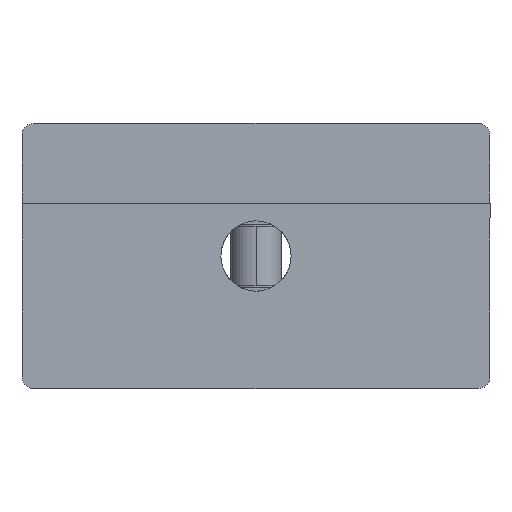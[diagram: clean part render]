
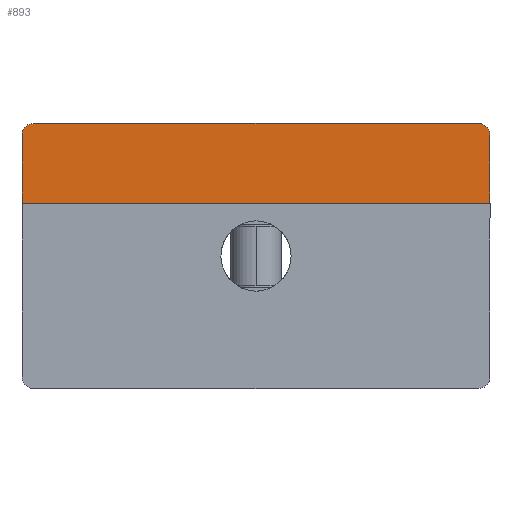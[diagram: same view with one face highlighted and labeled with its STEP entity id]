
A CAD part, left-side view. The second image highlights one B-rep face of the part: STEP entity #893.
In plain terms, the highlighted cylindrical face has radius 500000 mm (diameter 1e+06 mm), a partial arc.
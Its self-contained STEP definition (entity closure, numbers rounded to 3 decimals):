
#74 = DIRECTION ( 'NONE',  ( 0., 0., 1. ) ) ;
#84 = CARTESIAN_POINT ( 'NONE',  ( -55., -29.848, 16.165 ) ) ;
#103 = EDGE_CURVE ( 'NONE', #2788, #638, #1732, .T. ) ;
#104 = CARTESIAN_POINT ( 'NONE',  ( -55., -29.693, 16.414 ) ) ;
#139 = DIRECTION ( 'NONE',  ( 0., 1., 0. ) ) ;
#177 = CARTESIAN_POINT ( 'NONE',  ( -500055., -30., 0. ) ) ;
#203 = CARTESIAN_POINT ( 'NONE',  ( -55., 29.491, 16.63 ) ) ;
#263 = DIRECTION ( 'NONE',  ( 0., -1., 0. ) ) ;
#270 = CARTESIAN_POINT ( 'NONE',  ( -55., -50., 17. ) ) ;
#291 = CIRCLE ( 'NONE', #2487, 500000. ) ;
#296 = AXIS2_PLACEMENT_3D ( 'NONE', #177, #139, #1189 ) ;
#309 = CARTESIAN_POINT ( 'NONE',  ( -55., -29.99, 15.696 ) ) ;
#323 = CARTESIAN_POINT ( 'NONE',  ( -55., -30., 15.599 ) ) ;
#339 = CARTESIAN_POINT ( 'NONE',  ( -55., -28.895, 16.96 ) ) ;
#415 = VECTOR ( 'NONE', #263, 1000. ) ;
#439 = EDGE_CURVE ( 'NONE', #1816, #1633, #2381, .T. ) ;
#575 = CIRCLE ( 'NONE', #296, 500000. ) ;
#602 = CARTESIAN_POINT ( 'NONE',  ( -55., -29.63, 16.491 ) ) ;
#622 = ORIENTED_EDGE ( 'NONE', *, *, #103, .T. ) ;
#635 = CARTESIAN_POINT ( 'NONE',  ( -55., 30., 15.5 ) ) ;
#638 = VERTEX_POINT ( 'NONE', #635 ) ;
#648 = VERTEX_POINT ( 'NONE', #1422 ) ;
#714 = CARTESIAN_POINT ( 'NONE',  ( -55., 29.699, 16.423 ) ) ;
#870 = CARTESIAN_POINT ( 'NONE',  ( -55., -29.802, 16.251 ) ) ;
#887 = CARTESIAN_POINT ( 'NONE',  ( -55., -30., 15.5 ) ) ;
#893 = ADVANCED_FACE ( 'NONE', ( #1380 ), #2432, .F. ) ;
#988 = CARTESIAN_POINT ( 'NONE',  ( -55., 29.96, 15.895 ) ) ;
#1067 = VECTOR ( 'NONE', #3386, 1000. ) ;
#1150 = CARTESIAN_POINT ( 'NONE',  ( -55., -29.952, 15.888 ) ) ;
#1189 = DIRECTION ( 'NONE',  ( -1., 0., 0. ) ) ;
#1211 = CARTESIAN_POINT ( 'NONE',  ( -55., 28.599, 17. ) ) ;
#1364 = CARTESIAN_POINT ( 'NONE',  ( -55., -28.5, 17. ) ) ;
#1380 = FACE_OUTER_BOUND ( 'NONE', #3362, .T. ) ;
#1397 = DIRECTION ( 'NONE',  ( 0., 1., 0. ) ) ;
#1418 = CARTESIAN_POINT ( 'NONE',  ( -500055., 30., 0. ) ) ;
#1422 = CARTESIAN_POINT ( 'NONE',  ( -55., -30., 15.5 ) ) ;
#1473 = ORIENTED_EDGE ( 'NONE', *, *, #2864, .T. ) ;
#1476 = CARTESIAN_POINT ( 'NONE',  ( -55., 28.5, 17. ) ) ;
#1633 = VERTEX_POINT ( 'NONE', #2504 ) ;
#1650 = CARTESIAN_POINT ( 'NONE',  ( -55., -28.698, 17. ) ) ;
#1692 = EDGE_CURVE ( 'NONE', #1816, #638, #291, .T. ) ;
#1732 = B_SPLINE_CURVE_WITH_KNOTS ( 'NONE', 3,
 ( #3318, #1211, #2570, #2032, #1766, #3332, #2777, #3063, #203, #714, #2816, #988, #3096, #3079 ),
 .UNSPECIFIED., .F., .F.,
 ( 4, 2, 2, 2, 2, 2, 4 ),
 ( 0., 0., 0.001, 0.001, 0.001, 0.002, 0.002 ),
 .UNSPECIFIED. ) ;
#1766 = CARTESIAN_POINT ( 'NONE',  ( -55., 28.983, 16.923 ) ) ;
#1816 = VERTEX_POINT ( 'NONE', #3067 ) ;
#1877 = B_SPLINE_CURVE_WITH_KNOTS ( 'NONE', 3,
 ( #887, #323, #309, #1150, #1971, #84, #870, #104, #602, #2990, #2462, #339, #1650, #2442 ),
 .UNSPECIFIED., .F., .F.,
 ( 4, 2, 2, 2, 2, 2, 4 ),
 ( 0., 0., 0.001, 0.001, 0.001, 0.002, 0.002 ),
 .UNSPECIFIED. ) ;
#1971 = CARTESIAN_POINT ( 'NONE',  ( -55., -29.923, 15.983 ) ) ;
#2032 = CARTESIAN_POINT ( 'NONE',  ( -55., 28.888, 16.952 ) ) ;
#2083 = LINE ( 'NONE', #270, #1067 ) ;
#2085 = CARTESIAN_POINT ( 'NONE',  ( -500055., -39., 0. ) ) ;
#2135 = CARTESIAN_POINT ( 'NONE',  ( -55., -39., 6.75 ) ) ;
#2145 = EDGE_CURVE ( 'NONE', #648, #2967, #1877, .T. ) ;
#2324 = EDGE_CURVE ( 'NONE', #648, #1633, #575, .T. ) ;
#2369 = ORIENTED_EDGE ( 'NONE', *, *, #439, .T. ) ;
#2381 = LINE ( 'NONE', #2135, #415 ) ;
#2397 = ORIENTED_EDGE ( 'NONE', *, *, #2145, .T. ) ;
#2403 = AXIS2_PLACEMENT_3D ( 'NONE', #2085, #1397, #74 ) ;
#2432 = CYLINDRICAL_SURFACE ( 'NONE', #2403, 500000. ) ;
#2442 = CARTESIAN_POINT ( 'NONE',  ( -55., -28.5, 17. ) ) ;
#2462 = CARTESIAN_POINT ( 'NONE',  ( -55., -29.256, 16.81 ) ) ;
#2470 = DIRECTION ( 'NONE',  ( 0., -1., 0. ) ) ;
#2487 = AXIS2_PLACEMENT_3D ( 'NONE', #1418, #2470, #2606 ) ;
#2504 = CARTESIAN_POINT ( 'NONE',  ( -55., -30., 6.75 ) ) ;
#2570 = CARTESIAN_POINT ( 'NONE',  ( -55., 28.696, 16.99 ) ) ;
#2606 = DIRECTION ( 'NONE',  ( 1., 0., 0. ) ) ;
#2647 = ORIENTED_EDGE ( 'NONE', *, *, #2324, .F. ) ;
#2777 = CARTESIAN_POINT ( 'NONE',  ( -55., 29.251, 16.802 ) ) ;
#2788 = VERTEX_POINT ( 'NONE', #1476 ) ;
#2816 = CARTESIAN_POINT ( 'NONE',  ( -55., 29.81, 16.255 ) ) ;
#2864 = EDGE_CURVE ( 'NONE', #2967, #2788, #2083, .T. ) ;
#2967 = VERTEX_POINT ( 'NONE', #1364 ) ;
#2990 = CARTESIAN_POINT ( 'NONE',  ( -55., -29.423, 16.698 ) ) ;
#3063 = CARTESIAN_POINT ( 'NONE',  ( -55., 29.414, 16.693 ) ) ;
#3067 = CARTESIAN_POINT ( 'NONE',  ( -55., 30., 6.75 ) ) ;
#3079 = CARTESIAN_POINT ( 'NONE',  ( -55., 30., 15.5 ) ) ;
#3096 = CARTESIAN_POINT ( 'NONE',  ( -55., 30., 15.698 ) ) ;
#3318 = CARTESIAN_POINT ( 'NONE',  ( -55., 28.5, 17. ) ) ;
#3332 = CARTESIAN_POINT ( 'NONE',  ( -55., 29.165, 16.848 ) ) ;
#3362 = EDGE_LOOP ( 'NONE', ( #2647, #2397, #1473, #622, #3395, #2369 ) ) ;
#3386 = DIRECTION ( 'NONE',  ( 0., 1., 0. ) ) ;
#3395 = ORIENTED_EDGE ( 'NONE', *, *, #1692, .F. ) ;
